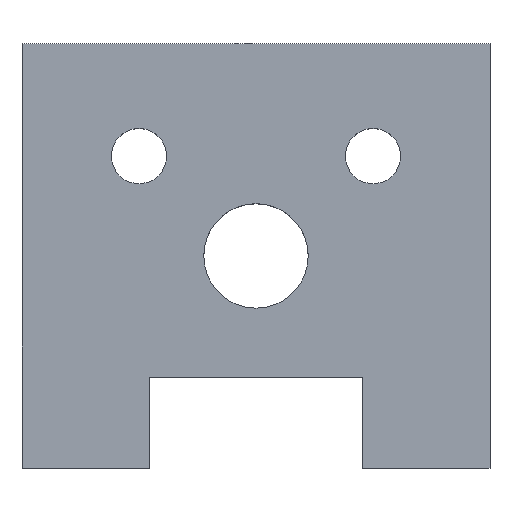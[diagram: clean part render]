
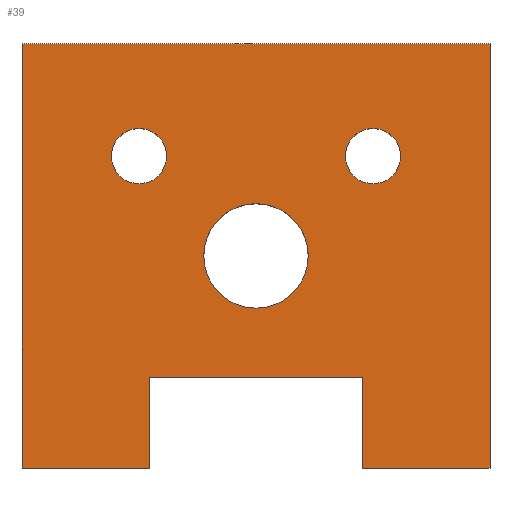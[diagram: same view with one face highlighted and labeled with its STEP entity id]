
A CAD part, top view. The second image highlights one B-rep face of the part: STEP entity #39.
In plain terms, the highlighted planar face has unit normal (0, 0, 1).
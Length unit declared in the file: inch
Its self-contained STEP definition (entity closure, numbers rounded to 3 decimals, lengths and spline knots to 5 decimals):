
#3 = DIRECTION ( 'NONE',  ( 1., 0., 0. ) ) ;
#5 = CIRCLE ( 'NONE', #503, 0.17717 ) ;
#7 = VERTEX_POINT ( 'NONE', #421 ) ;
#14 = LINE ( 'NONE', #210, #38 ) ;
#17 = VERTEX_POINT ( 'NONE', #287 ) ;
#20 = ORIENTED_EDGE ( 'NONE', *, *, #154, .T. ) ;
#23 = VECTOR ( 'NONE', #383, 39.37008 ) ;
#34 = CARTESIAN_POINT ( 'NONE',  ( 1.5, -1.36, 0.5 ) ) ;
#38 = VECTOR ( 'NONE', #551, 39.37008 ) ;
#39 = ADVANCED_FACE ( 'NONE', ( #100, #191, #180, #69 ), #375, .T. ) ;
#42 = CARTESIAN_POINT ( 'NONE',  ( 0., 0., 0.5 ) ) ;
#49 = EDGE_LOOP ( 'NONE', ( #282, #133, #93, #214, #114, #20, #225, #534 ) ) ;
#54 = VERTEX_POINT ( 'NONE', #466 ) ;
#55 = CARTESIAN_POINT ( 'NONE',  ( 0.68406, -1.36, 0.5 ) ) ;
#56 = AXIS2_PLACEMENT_3D ( 'NONE', #289, #200, #426 ) ;
#57 = LINE ( 'NONE', #34, #536 ) ;
#59 = EDGE_CURVE ( 'NONE', #7, #257, #62, .T. ) ;
#62 = LINE ( 'NONE', #164, #23 ) ;
#68 = DIRECTION ( 'NONE',  ( 1., 0., 0. ) ) ;
#69 = FACE_BOUND ( 'NONE', #310, .T. ) ;
#71 = VECTOR ( 'NONE', #174, 39.37008 ) ;
#73 = AXIS2_PLACEMENT_3D ( 'NONE', #144, #356, #452 ) ;
#74 = CARTESIAN_POINT ( 'NONE',  ( -1.5, -1.36, 0.5 ) ) ;
#80 = DIRECTION ( 'NONE',  ( 0., 0., 1. ) ) ;
#90 = VERTEX_POINT ( 'NONE', #462 ) ;
#93 = ORIENTED_EDGE ( 'NONE', *, *, #387, .T. ) ;
#96 = DIRECTION ( 'NONE',  ( 0., 0., 1. ) ) ;
#100 = FACE_BOUND ( 'NONE', #172, .T. ) ;
#110 = EDGE_CURVE ( 'NONE', #499, #253, #143, .T. ) ;
#111 = ORIENTED_EDGE ( 'NONE', *, *, #346, .F. ) ;
#113 = EDGE_CURVE ( 'NONE', #253, #499, #5, .T. ) ;
#114 = ORIENTED_EDGE ( 'NONE', *, *, #545, .T. ) ;
#118 = VECTOR ( 'NONE', #3, 39.37008 ) ;
#119 = CARTESIAN_POINT ( 'NONE',  ( 0.92717, 0.64, 0.5 ) ) ;
#124 = CARTESIAN_POINT ( 'NONE',  ( -0.75, 0.64, 0.5 ) ) ;
#131 = CARTESIAN_POINT ( 'NONE',  ( 0.75, 0.64, 0.5 ) ) ;
#133 = ORIENTED_EDGE ( 'NONE', *, *, #290, .T. ) ;
#139 = VERTEX_POINT ( 'NONE', #514 ) ;
#142 = CARTESIAN_POINT ( 'NONE',  ( 1.5, 1.36, 0.5 ) ) ;
#143 = CIRCLE ( 'NONE', #478, 0.17717 ) ;
#144 = CARTESIAN_POINT ( 'NONE',  ( 0., 0., 0.5 ) ) ;
#145 = DIRECTION ( 'NONE',  ( 0., -1., 0. ) ) ;
#152 = CIRCLE ( 'NONE', #259, 0.17717 ) ;
#154 = EDGE_CURVE ( 'NONE', #549, #533, #14, .T. ) ;
#164 = CARTESIAN_POINT ( 'NONE',  ( -1.5, -1.36, 0.5 ) ) ;
#172 = EDGE_LOOP ( 'NONE', ( #465, #333 ) ) ;
#173 = DIRECTION ( 'NONE',  ( 1., 0., 0. ) ) ;
#174 = DIRECTION ( 'NONE',  ( 1., 0., 0. ) ) ;
#175 = EDGE_CURVE ( 'NONE', #533, #457, #57, .T. ) ;
#180 = FACE_BOUND ( 'NONE', #249, .T. ) ;
#186 = CARTESIAN_POINT ( 'NONE',  ( -0.68406, -0.78126, 0.5 ) ) ;
#191 = FACE_OUTER_BOUND ( 'NONE', #49, .T. ) ;
#200 = DIRECTION ( 'NONE',  ( 0., 0., 1. ) ) ;
#205 = CARTESIAN_POINT ( 'NONE',  ( -0.75, 0.64, 0.5 ) ) ;
#210 = CARTESIAN_POINT ( 'NONE',  ( 1.5, -1.36, 0.5 ) ) ;
#214 = ORIENTED_EDGE ( 'NONE', *, *, #417, .T. ) ;
#216 = VERTEX_POINT ( 'NONE', #119 ) ;
#225 = ORIENTED_EDGE ( 'NONE', *, *, #175, .T. ) ;
#231 = AXIS2_PLACEMENT_3D ( 'NONE', #42, #80, #173 ) ;
#237 = AXIS2_PLACEMENT_3D ( 'NONE', #319, #96, #394 ) ;
#239 = LINE ( 'NONE', #485, #71 ) ;
#240 = LINE ( 'NONE', #410, #461 ) ;
#244 = VERTEX_POINT ( 'NONE', #291 ) ;
#246 = LINE ( 'NONE', #186, #118 ) ;
#247 = VECTOR ( 'NONE', #316, 39.37008 ) ;
#249 = EDGE_LOOP ( 'NONE', ( #111, #541 ) ) ;
#253 = VERTEX_POINT ( 'NONE', #344 ) ;
#255 = DIRECTION ( 'NONE',  ( 0., 0., 1. ) ) ;
#256 = DIRECTION ( 'NONE',  ( 0., 0., 1. ) ) ;
#257 = VERTEX_POINT ( 'NONE', #74 ) ;
#259 = AXIS2_PLACEMENT_3D ( 'NONE', #131, #256, #440 ) ;
#275 = CARTESIAN_POINT ( 'NONE',  ( -0.92717, 0.64, 0.5 ) ) ;
#282 = ORIENTED_EDGE ( 'NONE', *, *, #59, .T. ) ;
#287 = CARTESIAN_POINT ( 'NONE',  ( -0.33465, 0., 0.5 ) ) ;
#289 = CARTESIAN_POINT ( 'NONE',  ( 0., 0., 0.5 ) ) ;
#290 = EDGE_CURVE ( 'NONE', #257, #90, #239, .T. ) ;
#291 = CARTESIAN_POINT ( 'NONE',  ( 0.68406, -0.78126, 0.5 ) ) ;
#310 = EDGE_LOOP ( 'NONE', ( #428, #369 ) ) ;
#314 = CIRCLE ( 'NONE', #237, 0.17717 ) ;
#316 = DIRECTION ( 'NONE',  ( -1., 0., 0. ) ) ;
#319 = CARTESIAN_POINT ( 'NONE',  ( 0.75, 0.64, 0.5 ) ) ;
#328 = LINE ( 'NONE', #554, #498 ) ;
#333 = ORIENTED_EDGE ( 'NONE', *, *, #556, .F. ) ;
#338 = DIRECTION ( 'NONE',  ( 0., 1., 0. ) ) ;
#339 = DIRECTION ( 'NONE',  ( 1., 0., 0. ) ) ;
#344 = CARTESIAN_POINT ( 'NONE',  ( -0.57283, 0.64, 0.5 ) ) ;
#346 = EDGE_CURVE ( 'NONE', #17, #139, #515, .T. ) ;
#356 = DIRECTION ( 'NONE',  ( 0., 0., 1. ) ) ;
#360 = CARTESIAN_POINT ( 'NONE',  ( 1.5, 1.36, 0.5 ) ) ;
#367 = CARTESIAN_POINT ( 'NONE',  ( 1.5, -1.36, 0.5 ) ) ;
#368 = EDGE_CURVE ( 'NONE', #470, #216, #152, .T. ) ;
#369 = ORIENTED_EDGE ( 'NONE', *, *, #113, .F. ) ;
#375 = PLANE ( 'NONE',  #56 ) ;
#383 = DIRECTION ( 'NONE',  ( 0., -1., 0. ) ) ;
#387 = EDGE_CURVE ( 'NONE', #90, #54, #328, .T. ) ;
#394 = DIRECTION ( 'NONE',  ( 1., 0., 0. ) ) ;
#398 = EDGE_CURVE ( 'NONE', #139, #17, #561, .T. ) ;
#410 = CARTESIAN_POINT ( 'NONE',  ( 0.68406, -0.78126, 0.5 ) ) ;
#417 = EDGE_CURVE ( 'NONE', #54, #244, #246, .T. ) ;
#421 = CARTESIAN_POINT ( 'NONE',  ( -1.5, 1.36, 0.5 ) ) ;
#426 = DIRECTION ( 'NONE',  ( 1., 0., 0. ) ) ;
#428 = ORIENTED_EDGE ( 'NONE', *, *, #110, .F. ) ;
#435 = LINE ( 'NONE', #360, #247 ) ;
#440 = DIRECTION ( 'NONE',  ( 1., 0., 0. ) ) ;
#452 = DIRECTION ( 'NONE',  ( 1., 0., 0. ) ) ;
#457 = VERTEX_POINT ( 'NONE', #142 ) ;
#461 = VECTOR ( 'NONE', #145, 39.37008 ) ;
#462 = CARTESIAN_POINT ( 'NONE',  ( -0.68406, -1.36, 0.5 ) ) ;
#465 = ORIENTED_EDGE ( 'NONE', *, *, #368, .F. ) ;
#466 = CARTESIAN_POINT ( 'NONE',  ( -0.68406, -0.78126, 0.5 ) ) ;
#470 = VERTEX_POINT ( 'NONE', #529 ) ;
#478 = AXIS2_PLACEMENT_3D ( 'NONE', #124, #547, #339 ) ;
#484 = DIRECTION ( 'NONE',  ( 0., 1., 0. ) ) ;
#485 = CARTESIAN_POINT ( 'NONE',  ( -0.68406, -1.36, 0.5 ) ) ;
#498 = VECTOR ( 'NONE', #484, 39.37008 ) ;
#499 = VERTEX_POINT ( 'NONE', #275 ) ;
#503 = AXIS2_PLACEMENT_3D ( 'NONE', #205, #255, #68 ) ;
#506 = EDGE_CURVE ( 'NONE', #457, #7, #435, .T. ) ;
#514 = CARTESIAN_POINT ( 'NONE',  ( 0.33465, 0., 0.5 ) ) ;
#515 = CIRCLE ( 'NONE', #231, 0.33465 ) ;
#529 = CARTESIAN_POINT ( 'NONE',  ( 0.57283, 0.64, 0.5 ) ) ;
#533 = VERTEX_POINT ( 'NONE', #367 ) ;
#534 = ORIENTED_EDGE ( 'NONE', *, *, #506, .T. ) ;
#536 = VECTOR ( 'NONE', #338, 39.37008 ) ;
#541 = ORIENTED_EDGE ( 'NONE', *, *, #398, .F. ) ;
#545 = EDGE_CURVE ( 'NONE', #244, #549, #240, .T. ) ;
#547 = DIRECTION ( 'NONE',  ( 0., 0., 1. ) ) ;
#549 = VERTEX_POINT ( 'NONE', #55 ) ;
#551 = DIRECTION ( 'NONE',  ( 1., 0., 0. ) ) ;
#554 = CARTESIAN_POINT ( 'NONE',  ( -0.68406, -1.36, 0.5 ) ) ;
#556 = EDGE_CURVE ( 'NONE', #216, #470, #314, .T. ) ;
#561 = CIRCLE ( 'NONE', #73, 0.33465 ) ;
